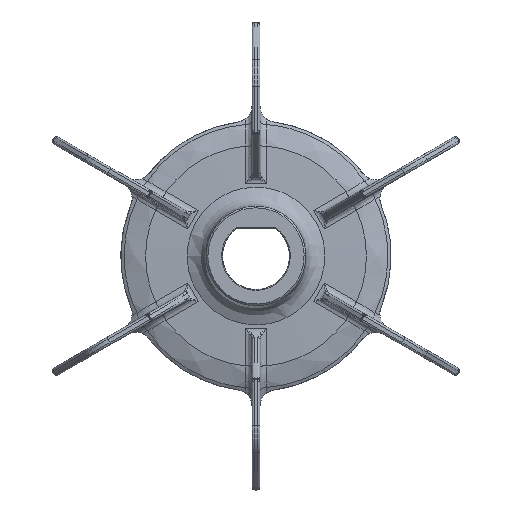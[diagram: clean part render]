
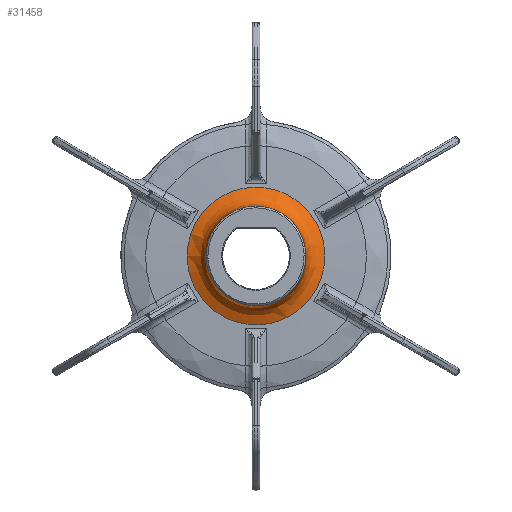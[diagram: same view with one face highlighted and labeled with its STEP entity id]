
A CAD part, top view. The second image highlights one B-rep face of the part: STEP entity #31458.
In plain terms, the highlighted free-form (B-spline) face has degree [2, 2] with [9, 3] control points.
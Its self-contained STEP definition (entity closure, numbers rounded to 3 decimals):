
#31415 = VERTEX_POINT('',#31416);
#31416 = CARTESIAN_POINT('',(-14.529,0.,
    13.936));
#31421 = EDGE_CURVE('',#31422,#31415,#31424,.T.);
#31422 = VERTEX_POINT('',#31423);
#31423 = CARTESIAN_POINT('',(14.529,0.,
    13.936));
#31424 = ( BOUNDED_CURVE() B_SPLINE_CURVE(2,(#31425,#31426,#31427,#31428
,#31429),.UNSPECIFIED.,.F.,.F.) B_SPLINE_CURVE_WITH_KNOTS((3,2,3),(
    3.142,4.712,6.283),
.PIECEWISE_BEZIER_KNOTS.) CURVE() GEOMETRIC_REPRESENTATION_ITEM() 
RATIONAL_B_SPLINE_CURVE((1.,0.707,1.,0.707,1.)) 
REPRESENTATION_ITEM('') );
#31425 = CARTESIAN_POINT('',(14.529,0.,
    13.936));
#31426 = CARTESIAN_POINT('',(14.529,-14.529,
    13.936));
#31427 = CARTESIAN_POINT('',(0.,-14.529,
    13.936));
#31428 = CARTESIAN_POINT('',(-14.529,-14.529,
    13.936));
#31429 = CARTESIAN_POINT('',(-14.529,0.,
    13.936));
#31431 = EDGE_CURVE('',#31415,#31422,#31432,.T.);
#31432 = ( BOUNDED_CURVE() B_SPLINE_CURVE(2,(#31433,#31434,#31435,#31436
,#31437),.UNSPECIFIED.,.F.,.F.) B_SPLINE_CURVE_WITH_KNOTS((3,2,3),(0.,
1.571,3.142),.PIECEWISE_BEZIER_KNOTS.) CURVE() 
GEOMETRIC_REPRESENTATION_ITEM() RATIONAL_B_SPLINE_CURVE((1.,
0.707,1.,0.707,1.)) REPRESENTATION_ITEM('') );
#31433 = CARTESIAN_POINT('',(-14.529,0.,13.936));
#31434 = CARTESIAN_POINT('',(-14.529,14.529,
    13.936));
#31435 = CARTESIAN_POINT('',(0.,14.529,
    13.936));
#31436 = CARTESIAN_POINT('',(14.529,14.529,
    13.936));
#31437 = CARTESIAN_POINT('',(14.529,0.,
    13.936));
#31458 = ADVANCED_FACE('',(#31459),#31490,.F.);
#31459 = FACE_BOUND('',#31460,.F.);
#31460 = EDGE_LOOP('',(#31461,#31469,#31479,#31487,#31488,#31489));
#31461 = ORIENTED_EDGE('',*,*,#31462,.T.);
#31462 = EDGE_CURVE('',#31422,#31463,#31465,.T.);
#31463 = VERTEX_POINT('',#31464);
#31464 = CARTESIAN_POINT('',(20.098,0.,
    7.264));
#31465 = ( BOUNDED_CURVE() B_SPLINE_CURVE(2,(#31466,#31467,#31468),
.UNSPECIFIED.,.F.,.F.) B_SPLINE_CURVE_WITH_KNOTS((3,3),(3.142,
4.533),.PIECEWISE_BEZIER_KNOTS.) CURVE() 
GEOMETRIC_REPRESENTATION_ITEM() RATIONAL_B_SPLINE_CURVE((1.,
0.768,1.)) REPRESENTATION_ITEM('') );
#31466 = CARTESIAN_POINT('',(14.529,0.,
    13.936));
#31467 = CARTESIAN_POINT('',(14.529,0.,
    8.275));
#31468 = CARTESIAN_POINT('',(20.098,0.,
    7.264));
#31469 = ORIENTED_EDGE('',*,*,#31470,.T.);
#31470 = EDGE_CURVE('',#31463,#31471,#31473,.T.);
#31471 = VERTEX_POINT('',#31472);
#31472 = CARTESIAN_POINT('',(-20.098,0.,
    7.264));
#31473 = ( BOUNDED_CURVE() B_SPLINE_CURVE(2,(#31474,#31475,#31476,#31477
,#31478),.UNSPECIFIED.,.F.,.F.) B_SPLINE_CURVE_WITH_KNOTS((3,2,3),(0.,
1.571,3.142),.PIECEWISE_BEZIER_KNOTS.) CURVE() 
GEOMETRIC_REPRESENTATION_ITEM() RATIONAL_B_SPLINE_CURVE((1.,
0.707,1.,0.707,1.)) REPRESENTATION_ITEM('') );
#31474 = CARTESIAN_POINT('',(20.098,0.,7.264));
#31475 = CARTESIAN_POINT('',(20.098,-20.098,
    7.264));
#31476 = CARTESIAN_POINT('',(0.,-20.098,
    7.264));
#31477 = CARTESIAN_POINT('',(-20.098,-20.098,
    7.264));
#31478 = CARTESIAN_POINT('',(-20.098,0.,
    7.264));
#31479 = ORIENTED_EDGE('',*,*,#31480,.T.);
#31480 = EDGE_CURVE('',#31471,#31463,#31481,.T.);
#31481 = ( BOUNDED_CURVE() B_SPLINE_CURVE(2,(#31482,#31483,#31484,#31485
,#31486),.UNSPECIFIED.,.F.,.F.) B_SPLINE_CURVE_WITH_KNOTS((3,2,3),(
    3.142,4.712,6.283),
.PIECEWISE_BEZIER_KNOTS.) CURVE() GEOMETRIC_REPRESENTATION_ITEM() 
RATIONAL_B_SPLINE_CURVE((1.,0.707,1.,0.707,1.)) 
REPRESENTATION_ITEM('') );
#31482 = CARTESIAN_POINT('',(-20.098,0.,
    7.264));
#31483 = CARTESIAN_POINT('',(-20.098,20.098,
    7.264));
#31484 = CARTESIAN_POINT('',(0.,20.098,
    7.264));
#31485 = CARTESIAN_POINT('',(20.098,20.098,
    7.264));
#31486 = CARTESIAN_POINT('',(20.098,0.,
    7.264));
#31487 = ORIENTED_EDGE('',*,*,#31462,.F.);
#31488 = ORIENTED_EDGE('',*,*,#31431,.F.);
#31489 = ORIENTED_EDGE('',*,*,#31421,.F.);
#31490 = ( BOUNDED_SURFACE() B_SPLINE_SURFACE(2,2,(
    (#31491,#31492,#31493)
    ,(#31494,#31495,#31496)
    ,(#31497,#31498,#31499)
    ,(#31500,#31501,#31502)
    ,(#31503,#31504,#31505)
    ,(#31506,#31507,#31508)
    ,(#31509,#31510,#31511)
    ,(#31512,#31513,#31514)
    ,(#31515,#31516,#31517
)),.UNSPECIFIED.,.T.,.F.,.F.) B_SPLINE_SURFACE_WITH_KNOTS((3,2,2,2,3),(3
    ,3),(-3.142,-2.094,0.,2.094,3.142)
  ,(1.75,3.142),.UNSPECIFIED.) 
GEOMETRIC_REPRESENTATION_ITEM() RATIONAL_B_SPLINE_SURFACE((
    (0.75,0.576,0.75)
    ,(0.75,0.576,0.75)
    ,(1.,0.768,1.)
    ,(0.5,0.384,0.5)
    ,(1.,0.768,1.)
    ,(0.5,0.384,0.5)
    ,(1.,0.768,1.)
    ,(0.75,0.576,0.75)
,(0.75,0.576,0.75))) REPRESENTATION_ITEM('') SURFACE() );
#31491 = CARTESIAN_POINT('',(20.098,0.,7.264));
#31492 = CARTESIAN_POINT('',(14.529,0.,8.275));
#31493 = CARTESIAN_POINT('',(14.529,0.,
    13.936));
#31494 = CARTESIAN_POINT('',(20.098,-11.604,
    7.264));
#31495 = CARTESIAN_POINT('',(14.529,-8.388,
    8.275));
#31496 = CARTESIAN_POINT('',(14.529,-8.388,
    13.936));
#31497 = CARTESIAN_POINT('',(10.049,-17.406,
    7.264));
#31498 = CARTESIAN_POINT('',(7.264,-12.582,
    8.275));
#31499 = CARTESIAN_POINT('',(7.264,-12.582,
    13.936));
#31500 = CARTESIAN_POINT('',(-20.098,-34.811,
    7.264));
#31501 = CARTESIAN_POINT('',(-14.529,-25.165,
    8.275));
#31502 = CARTESIAN_POINT('',(-14.529,-25.165,
    13.936));
#31503 = CARTESIAN_POINT('',(-20.098,0.,7.264));
#31504 = CARTESIAN_POINT('',(-14.529,0.,8.275));
#31505 = CARTESIAN_POINT('',(-14.529,0.,13.936));
#31506 = CARTESIAN_POINT('',(-20.098,34.811,
    7.264));
#31507 = CARTESIAN_POINT('',(-14.529,25.165,
    8.275));
#31508 = CARTESIAN_POINT('',(-14.529,25.165,
    13.936));
#31509 = CARTESIAN_POINT('',(10.049,17.406,
    7.264));
#31510 = CARTESIAN_POINT('',(7.264,12.582,
    8.275));
#31511 = CARTESIAN_POINT('',(7.264,12.582,
    13.936));
#31512 = CARTESIAN_POINT('',(20.098,11.604,
    7.264));
#31513 = CARTESIAN_POINT('',(14.529,8.388,
    8.275));
#31514 = CARTESIAN_POINT('',(14.529,8.388,
    13.936));
#31515 = CARTESIAN_POINT('',(20.098,0.,7.264));
#31516 = CARTESIAN_POINT('',(14.529,0.,8.275));
#31517 = CARTESIAN_POINT('',(14.529,0.,
    13.936));
